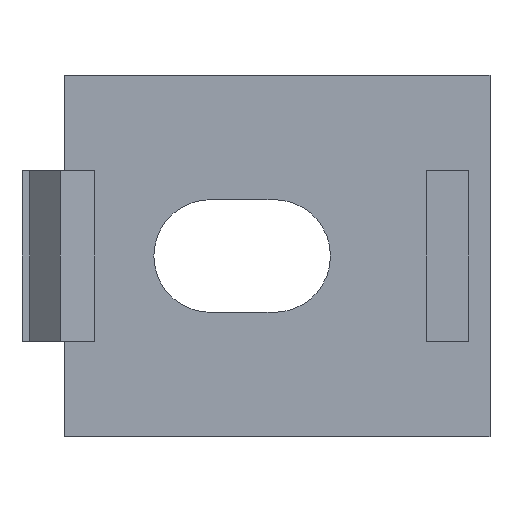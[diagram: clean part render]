
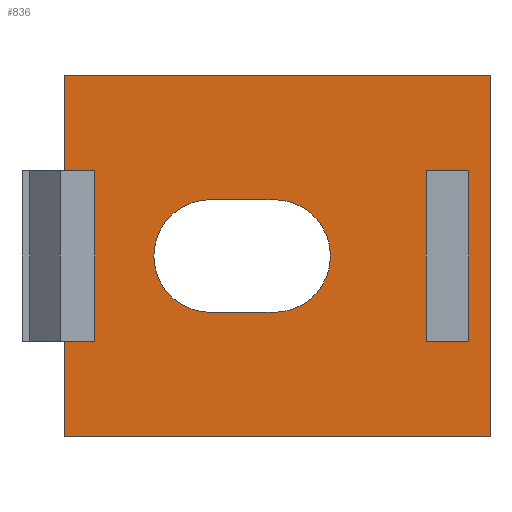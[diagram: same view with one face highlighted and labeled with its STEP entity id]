
A CAD part, front view. The second image highlights one B-rep face of the part: STEP entity #836.
In plain terms, the highlighted planar face has unit normal (0, -1, 0).
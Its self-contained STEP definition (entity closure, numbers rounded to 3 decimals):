
#1 = CARTESIAN_POINT ( 'NONE',  ( 0., 0., 0. ) ) ;
#15 = LINE ( 'NONE', #962, #953 ) ;
#33 = EDGE_CURVE ( 'NONE', #594, #893, #456, .T. ) ;
#45 = CARTESIAN_POINT ( 'NONE',  ( 0., 0., -17. ) ) ;
#58 = CARTESIAN_POINT ( 'NONE',  ( 6.85, 0., -8.5 ) ) ;
#64 = EDGE_CURVE ( 'NONE', #386, #236, #300, .T. ) ;
#69 = CARTESIAN_POINT ( 'NONE',  ( 6.85, 0., -11.15 ) ) ;
#70 = ORIENTED_EDGE ( 'NONE', *, *, #1114, .T. ) ;
#74 = ORIENTED_EDGE ( 'NONE', *, *, #1029, .F. ) ;
#75 = LINE ( 'NONE', #666, #761 ) ;
#77 = VERTEX_POINT ( 'NONE', #908 ) ;
#85 = CARTESIAN_POINT ( 'NONE',  ( 19., 0., -4.5 ) ) ;
#88 = ORIENTED_EDGE ( 'NONE', *, *, #225, .T. ) ;
#100 = AXIS2_PLACEMENT_3D ( 'NONE', #58, #1000, #205 ) ;
#102 = CARTESIAN_POINT ( 'NONE',  ( 19., 0., -12.5 ) ) ;
#103 = VECTOR ( 'NONE', #764, 1000. ) ;
#114 = EDGE_CURVE ( 'NONE', #77, #282, #1049, .T. ) ;
#118 = ORIENTED_EDGE ( 'NONE', *, *, #711, .T. ) ;
#125 = VECTOR ( 'NONE', #261, 1000. ) ;
#153 = DIRECTION ( 'NONE',  ( 0., 0., -1. ) ) ;
#162 = EDGE_LOOP ( 'NONE', ( #70, #248, #1031, #319, #557, #196, #74, #605 ) ) ;
#163 = CARTESIAN_POINT ( 'NONE',  ( 0., 0., -5.85 ) ) ;
#177 = LINE ( 'NONE', #1042, #379 ) ;
#196 = ORIENTED_EDGE ( 'NONE', *, *, #351, .T. ) ;
#201 = VECTOR ( 'NONE', #153, 1000. ) ;
#205 = DIRECTION ( 'NONE',  ( 0., 0., 1. ) ) ;
#211 = CARTESIAN_POINT ( 'NONE',  ( 9.85, 0., -11.15 ) ) ;
#221 = EDGE_LOOP ( 'NONE', ( #88, #799, #424, #118 ) ) ;
#224 = CARTESIAN_POINT ( 'NONE',  ( 20., 0., 0. ) ) ;
#225 = EDGE_CURVE ( 'NONE', #429, #942, #398, .T. ) ;
#226 = CARTESIAN_POINT ( 'NONE',  ( 0., 0., -11.15 ) ) ;
#236 = VERTEX_POINT ( 'NONE', #45 ) ;
#240 = AXIS2_PLACEMENT_3D ( 'NONE', #1078, #304, #567 ) ;
#248 = ORIENTED_EDGE ( 'NONE', *, *, #793, .T. ) ;
#254 = VECTOR ( 'NONE', #625, 1000. ) ;
#257 = VERTEX_POINT ( 'NONE', #738 ) ;
#261 = DIRECTION ( 'NONE',  ( 1., 0., 0. ) ) ;
#268 = VERTEX_POINT ( 'NONE', #69 ) ;
#282 = VERTEX_POINT ( 'NONE', #224 ) ;
#290 = LINE ( 'NONE', #742, #482 ) ;
#300 = LINE ( 'NONE', #1, #976 ) ;
#304 = DIRECTION ( 'NONE',  ( 0., 1., 0. ) ) ;
#317 = LINE ( 'NONE', #593, #103 ) ;
#319 = ORIENTED_EDGE ( 'NONE', *, *, #989, .F. ) ;
#324 = EDGE_LOOP ( 'NONE', ( #665, #699, #619, #825 ) ) ;
#350 = CARTESIAN_POINT ( 'NONE',  ( 1.414, 0., -4.5 ) ) ;
#351 = EDGE_CURVE ( 'NONE', #236, #418, #75, .T. ) ;
#379 = VECTOR ( 'NONE', #496, 1000. ) ;
#382 = FACE_BOUND ( 'NONE', #221, .T. ) ;
#386 = VERTEX_POINT ( 'NONE', #766 ) ;
#395 = CARTESIAN_POINT ( 'NONE',  ( 0., 0., 0. ) ) ;
#398 = LINE ( 'NONE', #934, #1051 ) ;
#418 = VERTEX_POINT ( 'NONE', #1028 ) ;
#424 = ORIENTED_EDGE ( 'NONE', *, *, #473, .T. ) ;
#428 = AXIS2_PLACEMENT_3D ( 'NONE', #395, #735, #566 ) ;
#429 = VERTEX_POINT ( 'NONE', #102 ) ;
#456 = LINE ( 'NONE', #350, #254 ) ;
#473 = EDGE_CURVE ( 'NONE', #1040, #530, #15, .T. ) ;
#482 = VECTOR ( 'NONE', #807, 1000. ) ;
#484 = EDGE_CURVE ( 'NONE', #257, #877, #778, .T. ) ;
#492 = DIRECTION ( 'NONE',  ( -1., 0., 0. ) ) ;
#496 = DIRECTION ( 'NONE',  ( 0., 0., -1. ) ) ;
#502 = CARTESIAN_POINT ( 'NONE',  ( 20., 0., 0. ) ) ;
#523 = CARTESIAN_POINT ( 'NONE',  ( 0., 0., -4.5 ) ) ;
#527 = CARTESIAN_POINT ( 'NONE',  ( 17., 0., -4.5 ) ) ;
#529 = VECTOR ( 'NONE', #723, 1000. ) ;
#530 = VERTEX_POINT ( 'NONE', #85 ) ;
#534 = CIRCLE ( 'NONE', #100, 2.65 ) ;
#536 = CARTESIAN_POINT ( 'NONE',  ( 1.414, 0., -4.5 ) ) ;
#549 = CARTESIAN_POINT ( 'NONE',  ( 0., 0., 0. ) ) ;
#557 = ORIENTED_EDGE ( 'NONE', *, *, #64, .T. ) ;
#566 = DIRECTION ( 'NONE',  ( 0., 0., 1. ) ) ;
#567 = DIRECTION ( 'NONE',  ( 0., 0., 1. ) ) ;
#593 = CARTESIAN_POINT ( 'NONE',  ( 19., 0., -4.5 ) ) ;
#594 = VERTEX_POINT ( 'NONE', #536 ) ;
#600 = DIRECTION ( 'NONE',  ( 1., 0., 0. ) ) ;
#605 = ORIENTED_EDGE ( 'NONE', *, *, #114, .F. ) ;
#619 = ORIENTED_EDGE ( 'NONE', *, *, #947, .T. ) ;
#624 = VECTOR ( 'NONE', #1041, 1000. ) ;
#625 = DIRECTION ( 'NONE',  ( 0., 0., -1. ) ) ;
#648 = LINE ( 'NONE', #226, #1108 ) ;
#656 = CARTESIAN_POINT ( 'NONE',  ( 17., 0., -12.5 ) ) ;
#665 = ORIENTED_EDGE ( 'NONE', *, *, #998, .T. ) ;
#666 = CARTESIAN_POINT ( 'NONE',  ( 0., 0., -17. ) ) ;
#689 = VECTOR ( 'NONE', #895, 1000. ) ;
#699 = ORIENTED_EDGE ( 'NONE', *, *, #943, .T. ) ;
#711 = EDGE_CURVE ( 'NONE', #530, #429, #317, .T. ) ;
#715 = CARTESIAN_POINT ( 'NONE',  ( 1.414, 0., -12.5 ) ) ;
#720 = FACE_OUTER_BOUND ( 'NONE', #162, .T. ) ;
#723 = DIRECTION ( 'NONE',  ( 1., 0., 0. ) ) ;
#724 = DIRECTION ( 'NONE',  ( 0., 0., -1. ) ) ;
#731 = CARTESIAN_POINT ( 'NONE',  ( 0., 0., -12.5 ) ) ;
#735 = DIRECTION ( 'NONE',  ( 0., 1., 0. ) ) ;
#738 = CARTESIAN_POINT ( 'NONE',  ( 6.85, 0., -5.85 ) ) ;
#742 = CARTESIAN_POINT ( 'NONE',  ( 0., 0., -4.5 ) ) ;
#761 = VECTOR ( 'NONE', #999, 1000. ) ;
#764 = DIRECTION ( 'NONE',  ( 0., 0., -1. ) ) ;
#766 = CARTESIAN_POINT ( 'NONE',  ( 0., 0., -12.5 ) ) ;
#778 = LINE ( 'NONE', #163, #125 ) ;
#783 = CARTESIAN_POINT ( 'NONE',  ( 17., 0., -12.5 ) ) ;
#792 = CARTESIAN_POINT ( 'NONE',  ( 9.85, 0., -5.85 ) ) ;
#793 = EDGE_CURVE ( 'NONE', #1055, #594, #290, .T. ) ;
#799 = ORIENTED_EDGE ( 'NONE', *, *, #874, .T. ) ;
#807 = DIRECTION ( 'NONE',  ( 1., 0., 0. ) ) ;
#825 = ORIENTED_EDGE ( 'NONE', *, *, #484, .T. ) ;
#827 = FACE_BOUND ( 'NONE', #324, .T. ) ;
#836 = ADVANCED_FACE ( 'PLANAR_5', ( #382, #827, #720 ), #1071, .F. ) ;
#874 = EDGE_CURVE ( 'NONE', #942, #1040, #876, .T. ) ;
#876 = LINE ( 'NONE', #783, #624 ) ;
#877 = VERTEX_POINT ( 'NONE', #792 ) ;
#893 = VERTEX_POINT ( 'NONE', #715 ) ;
#895 = DIRECTION ( 'NONE',  ( 1., 0., 0. ) ) ;
#908 = CARTESIAN_POINT ( 'NONE',  ( 0., 0., 0. ) ) ;
#922 = LINE ( 'NONE', #731, #529 ) ;
#934 = CARTESIAN_POINT ( 'NONE',  ( 19., 0., -12.5 ) ) ;
#936 = VERTEX_POINT ( 'NONE', #211 ) ;
#942 = VERTEX_POINT ( 'NONE', #656 ) ;
#943 = EDGE_CURVE ( 'NONE', #936, #268, #648, .T. ) ;
#947 = EDGE_CURVE ( 'NONE', #268, #257, #534, .T. ) ;
#953 = VECTOR ( 'NONE', #600, 1000. ) ;
#962 = CARTESIAN_POINT ( 'NONE',  ( 17., 0., -4.5 ) ) ;
#976 = VECTOR ( 'NONE', #724, 1000. ) ;
#980 = CIRCLE ( 'NONE', #240, 2.65 ) ;
#983 = DIRECTION ( 'NONE',  ( -1., 0., 0. ) ) ;
#989 = EDGE_CURVE ( 'NONE', #386, #893, #922, .T. ) ;
#998 = EDGE_CURVE ( 'NONE', #877, #936, #980, .T. ) ;
#999 = DIRECTION ( 'NONE',  ( 1., 0., 0. ) ) ;
#1000 = DIRECTION ( 'NONE',  ( 0., 1., 0. ) ) ;
#1028 = CARTESIAN_POINT ( 'NONE',  ( 20., 0., -17. ) ) ;
#1029 = EDGE_CURVE ( 'NONE', #282, #418, #1100, .T. ) ;
#1031 = ORIENTED_EDGE ( 'NONE', *, *, #33, .T. ) ;
#1040 = VERTEX_POINT ( 'NONE', #527 ) ;
#1041 = DIRECTION ( 'NONE',  ( 0., 0., 1. ) ) ;
#1042 = CARTESIAN_POINT ( 'NONE',  ( 0., 0., 0. ) ) ;
#1049 = LINE ( 'NONE', #549, #689 ) ;
#1051 = VECTOR ( 'NONE', #492, 1000. ) ;
#1055 = VERTEX_POINT ( 'NONE', #523 ) ;
#1071 = PLANE ( 'NONE',  #428 ) ;
#1078 = CARTESIAN_POINT ( 'NONE',  ( 9.85, 0., -8.5 ) ) ;
#1100 = LINE ( 'NONE', #502, #201 ) ;
#1108 = VECTOR ( 'NONE', #983, 1000. ) ;
#1114 = EDGE_CURVE ( 'NONE', #77, #1055, #177, .T. ) ;
